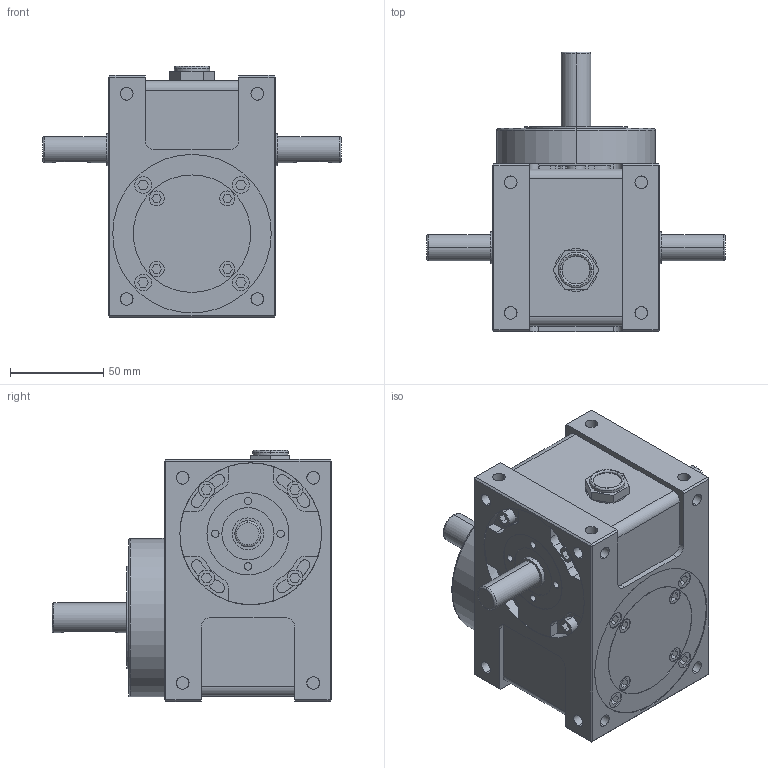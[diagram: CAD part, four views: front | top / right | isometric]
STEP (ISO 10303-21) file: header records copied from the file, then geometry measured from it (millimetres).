
FILE_DESCRIPTION (( 'STEP AP203' ), '1' );
FILE_NAME ('4.5DFS¼Ð·Ç.STEP', '2025-05-23T05:59:51', ( '' ), ( '' ), 'SwSTEP 2.0', 'SolidWorks 2018', '' );
FILE_SCHEMA (( 'CONFIG_CONTROL_DESIGN' ));
Length unit declared in the file: millimetre
Products named in the file (1): 4.5DFS標準
Bounding box: 160 x 150 x 134.7 mm (x, y, z)
Volume: 1097097 mm3; surface area: 89464.9 mm2
Topology: 1 solids, 1 shells, 635 faces, 1657 edges, 1060 vertices
Faces by surface type: plane 314, cylinder 280, bspline 17, torus 12, cone 12
Entity records: 20928 total; most frequent: CARTESIAN_POINT 5374, ORIENTED_EDGE 3290, DIRECTION 3219, EDGE_CURVE 1645, AXIS2_PLACEMENT_3D 1177, VERTEX_POINT 1060, VECTOR 865, LINE 865
